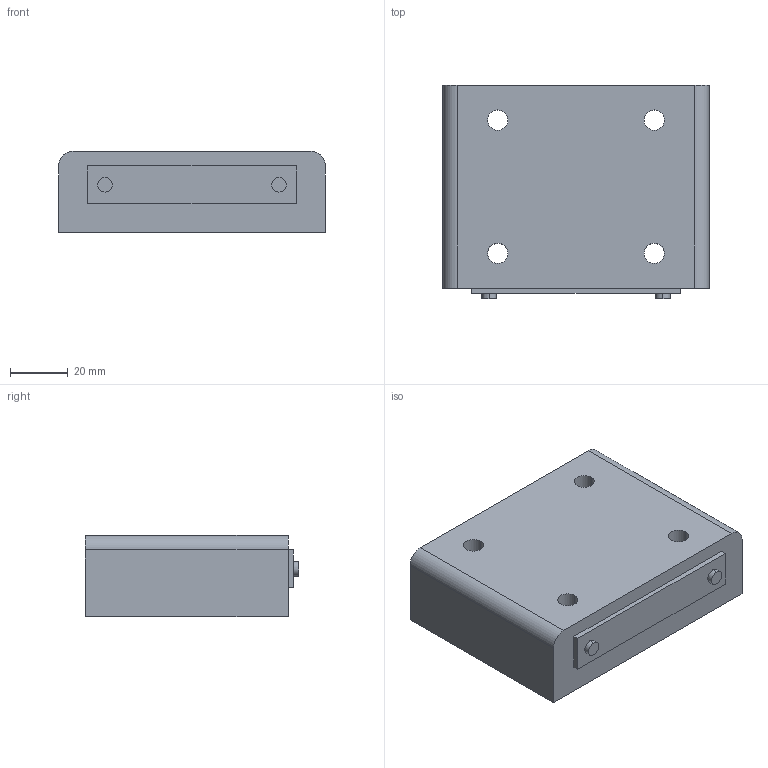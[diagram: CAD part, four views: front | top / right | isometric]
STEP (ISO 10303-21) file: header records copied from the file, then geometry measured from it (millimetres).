
FILE_DESCRIPTION (( 'STEP AP203' ), '1' );
FILE_NAME ('MDC-03-B-10.STEP', '2022-03-27T04:08:29', ( '' ), ( '' ), 'SwSTEP 2.0', 'SolidWorks 2019', '' );
FILE_SCHEMA (( 'CONFIG_CONTROL_DESIGN' ));
Length unit declared in the file: millimetre
Products named in the file (2): MDC-03-B-10
Bounding box: 92 x 73.6 x 28 mm (x, y, z)
Volume: 166297.6 mm3; surface area: 27836.6 mm2
Topology: 1 solids, 1 shells, 128 faces, 317 edges, 203 vertices
Faces by surface type: plane 63, cylinder 34, bspline 21, cone 10
Entity records: 4956 total; most frequent: CARTESIAN_POINT 1873, ORIENTED_EDGE 614, DIRECTION 551, EDGE_CURVE 307, VERTEX_POINT 203, LINE 197, VECTOR 197, AXIS2_PLACEMENT_3D 177
